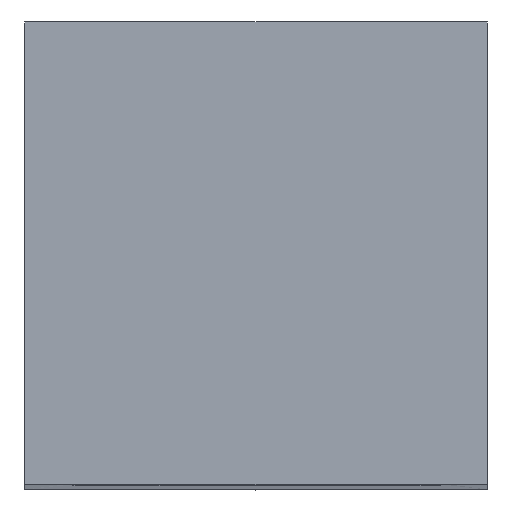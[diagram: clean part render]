
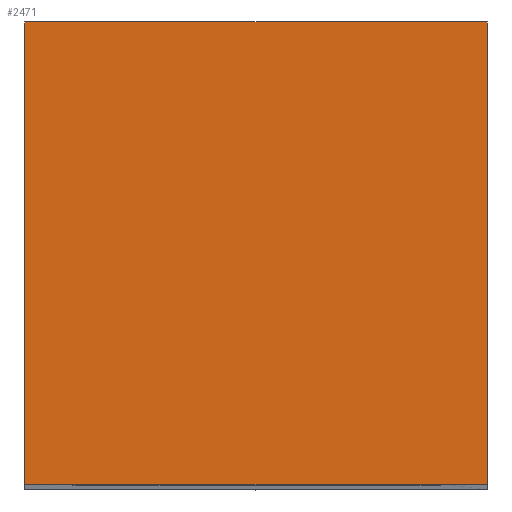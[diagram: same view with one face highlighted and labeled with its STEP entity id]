
A CAD part, top view. The second image highlights one B-rep face of the part: STEP entity #2471.
In plain terms, the highlighted face is planar.
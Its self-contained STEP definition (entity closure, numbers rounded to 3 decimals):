
#71 = ORIENTED_EDGE ( 'NONE', *, *, #376, .F. ) ;
#124 = CARTESIAN_POINT ( 'NONE',  ( 1.333, 29.586, -4. ) ) ;
#151 = CARTESIAN_POINT ( 'NONE',  ( 4., 29.586, 4. ) ) ;
#168 = CARTESIAN_POINT ( 'NONE',  ( -4., 29.586, -4. ) ) ;
#188 = VERTEX_POINT ( 'NONE', #2527 ) ;
#376 = EDGE_CURVE ( 'NONE', #1229, #1694, #2869, .T. ) ;
#411 = CARTESIAN_POINT ( 'NONE',  ( -4., 29.586, -1.333 ) ) ;
#630 = DIRECTION ( 'NONE',  ( 0., 0., -1. ) ) ;
#702 = CARTESIAN_POINT ( 'NONE',  ( -4., 29.586, 1.333 ) ) ;
#718 = CARTESIAN_POINT ( 'NONE',  ( -4., 29.586, -4. ) ) ;
#865 = AXIS2_PLACEMENT_3D ( 'NONE', #2853, #1394, #630 ) ;
#880 = CARTESIAN_POINT ( 'NONE',  ( -1.333, 29.586, -4. ) ) ;
#1147 = B_SPLINE_CURVE_WITH_KNOTS ( 'NONE', 3,
 ( #2864, #702, #411, #168 ),
 .UNSPECIFIED., .F., .F.,
 ( 4, 4 ),
 ( 0., 1. ),
 .UNSPECIFIED. ) ;
#1176 = VERTEX_POINT ( 'NONE', #718 ) ;
#1229 = VERTEX_POINT ( 'NONE', #1868 ) ;
#1249 = EDGE_CURVE ( 'NONE', #1694, #1176, #1147, .T. ) ;
#1394 = DIRECTION ( 'NONE',  ( 0., -1., 0. ) ) ;
#1409 = CARTESIAN_POINT ( 'NONE',  ( 4., 29.586, -4. ) ) ;
#1419 = CARTESIAN_POINT ( 'NONE',  ( 4., 29.586, -1.333 ) ) ;
#1448 = CARTESIAN_POINT ( 'NONE',  ( -1.333, 29.586, 4. ) ) ;
#1613 = CARTESIAN_POINT ( 'NONE',  ( -4., 29.586, -4. ) ) ;
#1694 = VERTEX_POINT ( 'NONE', #1846 ) ;
#1811 = CARTESIAN_POINT ( 'NONE',  ( 4., 29.586, 4. ) ) ;
#1846 = CARTESIAN_POINT ( 'NONE',  ( -4., 29.586, 4. ) ) ;
#1868 = CARTESIAN_POINT ( 'NONE',  ( 4., 29.586, 4. ) ) ;
#2083 = FACE_OUTER_BOUND ( 'NONE', #2183, .T. ) ;
#2119 = ORIENTED_EDGE ( 'NONE', *, *, #2744, .F. ) ;
#2183 = EDGE_LOOP ( 'NONE', ( #71, #2119, #3106, #3139 ) ) ;
#2354 = CARTESIAN_POINT ( 'NONE',  ( 4., 29.586, -4. ) ) ;
#2471 = ADVANCED_FACE ( 'NONE', ( #2083 ), #2873, .F. ) ;
#2488 = B_SPLINE_CURVE_WITH_KNOTS ( 'NONE', 3,
 ( #2354, #1419, #3072, #151 ),
 .UNSPECIFIED., .F., .F.,
 ( 4, 4 ),
 ( 0., 1. ),
 .UNSPECIFIED. ) ;
#2527 = CARTESIAN_POINT ( 'NONE',  ( 4., 29.586, -4. ) ) ;
#2530 = EDGE_CURVE ( 'NONE', #1176, #188, #3100, .T. ) ;
#2744 = EDGE_CURVE ( 'NONE', #188, #1229, #2488, .T. ) ;
#2790 = CARTESIAN_POINT ( 'NONE',  ( 1.333, 29.586, 4. ) ) ;
#2853 = CARTESIAN_POINT ( 'NONE',  ( 0., 29.586, 0. ) ) ;
#2864 = CARTESIAN_POINT ( 'NONE',  ( -4., 29.586, 4. ) ) ;
#2869 = B_SPLINE_CURVE_WITH_KNOTS ( 'NONE', 3,
 ( #1811, #2790, #1448, #2980 ),
 .UNSPECIFIED., .F., .F.,
 ( 4, 4 ),
 ( 0., 1. ),
 .UNSPECIFIED. ) ;
#2873 = PLANE ( 'NONE',  #865 ) ;
#2980 = CARTESIAN_POINT ( 'NONE',  ( -4., 29.586, 4. ) ) ;
#3072 = CARTESIAN_POINT ( 'NONE',  ( 4., 29.586, 1.333 ) ) ;
#3100 = B_SPLINE_CURVE_WITH_KNOTS ( 'NONE', 3,
 ( #1613, #880, #124, #1409 ),
 .UNSPECIFIED., .F., .F.,
 ( 4, 4 ),
 ( 0., 1. ),
 .UNSPECIFIED. ) ;
#3106 = ORIENTED_EDGE ( 'NONE', *, *, #2530, .F. ) ;
#3139 = ORIENTED_EDGE ( 'NONE', *, *, #1249, .F. ) ;
